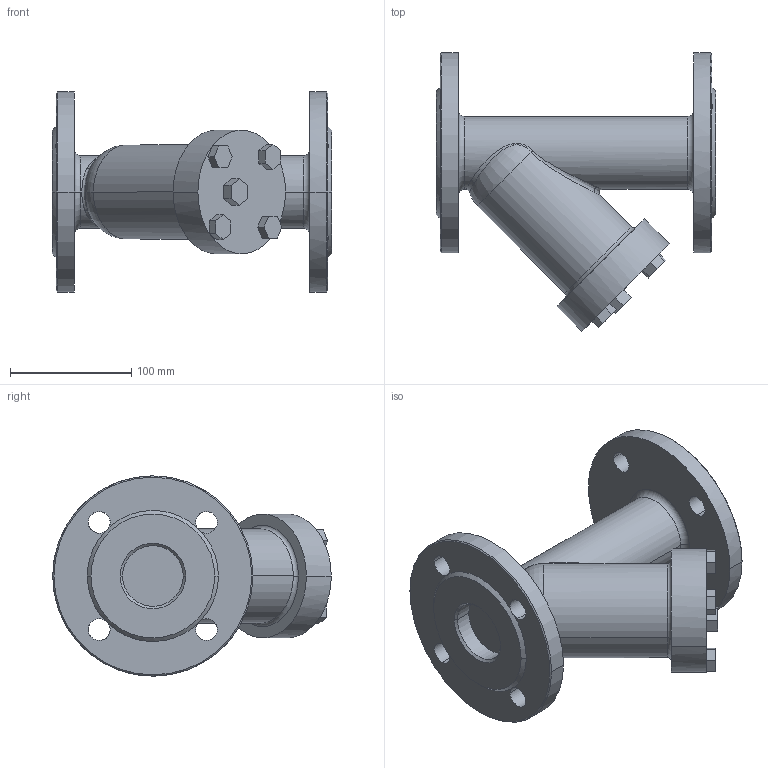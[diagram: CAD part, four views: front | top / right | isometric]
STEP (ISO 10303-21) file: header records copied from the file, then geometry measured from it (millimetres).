
FILE_DESCRIPTION(('CATIA V5 STEP Exchange','CAx-IF Rec.Pracs.--- Model Styling and Organization---1.4--- 2014-01-23','CAx-IF Rec.Pracs.---3D Tessellated Data Validation Properties---0.5---2014-09-14'),'2;1');
FILE_NAME('STEP_579050_-_TST.stp','2022-01-25T07:27:52+00:00',('none'),('none'),'CATIA Version 5-6 Release 2019 SP3','CATIA V5 STEP AP242 v1','none');
FILE_SCHEMA(('AP242_MANAGED_MODEL_BASED_3D_ENGINEERING_MIM_LF {1 0 10303 442 1 1 4}'));
Length unit declared in the file: millimetre
Products named in the file (1): 579050 - TST
Bounding box: 230 x 229.5 x 165 mm (x, y, z)
Volume: 1852839.5 mm3; surface area: 179584.9 mm2
Topology: 1 solids, 1 shells, 107 faces, 308 edges, 203 vertices
Faces by surface type: plane 49, cylinder 30, cone 12, torus 8, bspline 8
Entity records: 4555 total; most frequent: CARTESIAN_POINT 2046, ORIENTED_EDGE 616, DIRECTION 359, EDGE_CURVE 308, VERTEX_POINT 203, AXIS2_PLACEMENT_3D 148, VECTOR 141, LINE 141
